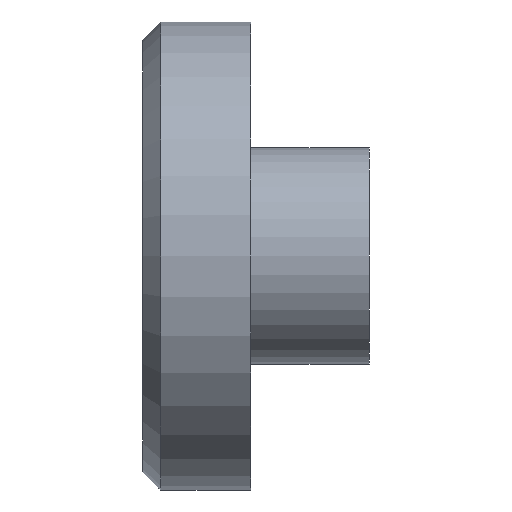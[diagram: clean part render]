
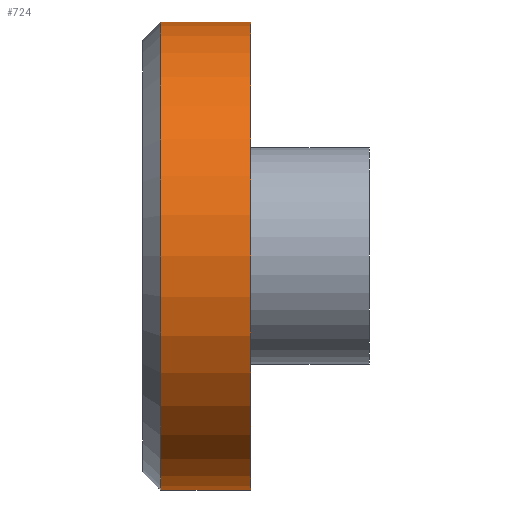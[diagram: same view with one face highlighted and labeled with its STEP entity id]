
A CAD part, front view. The second image highlights one B-rep face of the part: STEP entity #724.
In plain terms, the highlighted cylindrical face has radius 13 mm (diameter 26 mm), a partial arc.
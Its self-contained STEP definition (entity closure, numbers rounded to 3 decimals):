
#15 = AXIS2_PLACEMENT_3D ( 'NONE', #454, #674, #282 ) ;
#27 = DIRECTION ( 'NONE',  ( 0., 0., 1. ) ) ;
#51 = CIRCLE ( 'NONE', #15, 13. ) ;
#58 = EDGE_CURVE ( 'NONE', #722, #483, #345, .T. ) ;
#95 = AXIS2_PLACEMENT_3D ( 'NONE', #530, #948, #1024 ) ;
#108 = VECTOR ( 'NONE', #916, 1000. ) ;
#109 = CARTESIAN_POINT ( 'NONE',  ( -20.839, 0., 0. ) ) ;
#160 = DIRECTION ( 'NONE',  ( -1., 0., 0. ) ) ;
#166 = CARTESIAN_POINT ( 'NONE',  ( 0., 0., -13. ) ) ;
#222 = EDGE_CURVE ( 'NONE', #628, #722, #595, .T. ) ;
#282 = DIRECTION ( 'NONE',  ( 0., 0., 1. ) ) ;
#296 = VERTEX_POINT ( 'NONE', #166 ) ;
#345 = CIRCLE ( 'NONE', #95, 13. ) ;
#380 = ORIENTED_EDGE ( 'NONE', *, *, #938, .F. ) ;
#401 = ORIENTED_EDGE ( 'NONE', *, *, #222, .T. ) ;
#411 = DIRECTION ( 'NONE',  ( -1., 0., 0. ) ) ;
#442 = CARTESIAN_POINT ( 'NONE',  ( -20.839, 0., 13. ) ) ;
#454 = CARTESIAN_POINT ( 'NONE',  ( 0., 0., 0. ) ) ;
#483 = VERTEX_POINT ( 'NONE', #620 ) ;
#487 = FACE_OUTER_BOUND ( 'NONE', #749, .T. ) ;
#504 = CARTESIAN_POINT ( 'NONE',  ( -5., 0., 13. ) ) ;
#530 = CARTESIAN_POINT ( 'NONE',  ( -5., 0., 0. ) ) ;
#536 = CARTESIAN_POINT ( 'NONE',  ( -20.839, 0., -13. ) ) ;
#567 = CARTESIAN_POINT ( 'NONE',  ( 0., 0., 13. ) ) ;
#595 = LINE ( 'NONE', #442, #108 ) ;
#616 = VECTOR ( 'NONE', #160, 1000. ) ;
#620 = CARTESIAN_POINT ( 'NONE',  ( -5., 0., -13. ) ) ;
#628 = VERTEX_POINT ( 'NONE', #567 ) ;
#674 = DIRECTION ( 'NONE',  ( -1., 0., 0. ) ) ;
#722 = VERTEX_POINT ( 'NONE', #504 ) ;
#724 = ADVANCED_FACE ( 'NONE', ( #487 ), #811, .T. ) ;
#749 = EDGE_LOOP ( 'NONE', ( #380, #786, #401, #825 ) ) ;
#786 = ORIENTED_EDGE ( 'NONE', *, *, #850, .T. ) ;
#811 = CYLINDRICAL_SURFACE ( 'NONE', #900, 13. ) ;
#825 = ORIENTED_EDGE ( 'NONE', *, *, #58, .T. ) ;
#850 = EDGE_CURVE ( 'NONE', #296, #628, #51, .T. ) ;
#900 = AXIS2_PLACEMENT_3D ( 'NONE', #109, #411, #27 ) ;
#916 = DIRECTION ( 'NONE',  ( -1., 0., 0. ) ) ;
#938 = EDGE_CURVE ( 'NONE', #296, #483, #1028, .T. ) ;
#948 = DIRECTION ( 'NONE',  ( 1., 0., 0. ) ) ;
#1024 = DIRECTION ( 'NONE',  ( 0., 0., -1. ) ) ;
#1028 = LINE ( 'NONE', #536, #616 ) ;
